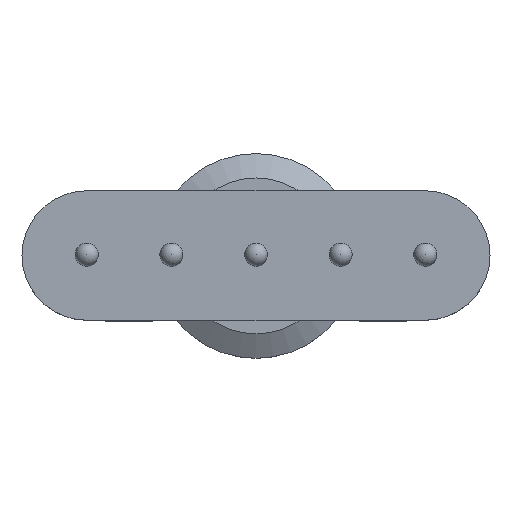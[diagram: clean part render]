
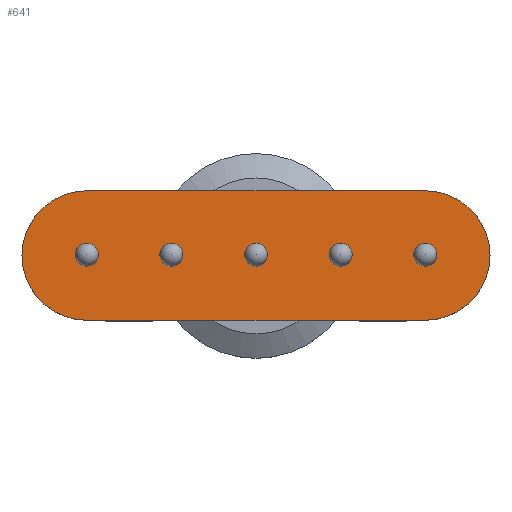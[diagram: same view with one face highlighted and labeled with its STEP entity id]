
A CAD part, top view. The second image highlights one B-rep face of the part: STEP entity #641.
In plain terms, the highlighted planar face has unit normal (0, 0, 1).
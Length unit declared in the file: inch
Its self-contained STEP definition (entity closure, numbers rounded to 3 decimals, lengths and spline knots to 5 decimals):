
#513=FACE_BOUND('',#1045,.T.);
#514=FACE_BOUND('',#1046,.T.);
#515=FACE_BOUND('',#1047,.T.);
#516=FACE_BOUND('',#1048,.T.);
#517=FACE_BOUND('',#1049,.T.);
#518=FACE_BOUND('',#1050,.T.);
#641=ADVANCED_FACE('',(#513,#514,#515,#516,#517,#518),#761,.F.);
#761=PLANE('',#3197);
#1045=EDGE_LOOP('',(#1685));
#1046=EDGE_LOOP('',(#1686));
#1047=EDGE_LOOP('',(#1687));
#1048=EDGE_LOOP('',(#1688));
#1049=EDGE_LOOP('',(#1689));
#1050=EDGE_LOOP('',(#1690,#1691,#1692,#1693));
#1170=CIRCLE('',#3184,0.2528);
#1171=CIRCLE('',#3187,0.2528);
#1172=CIRCLE('',#3192,0.03935);
#1173=CIRCLE('',#3193,0.03935);
#1174=CIRCLE('',#3194,0.03935);
#1175=CIRCLE('',#3195,0.03935);
#1176=CIRCLE('',#3196,0.03935);
#1685=ORIENTED_EDGE('',*,*,#2390,.T.);
#1686=ORIENTED_EDGE('',*,*,#2391,.T.);
#1687=ORIENTED_EDGE('',*,*,#2392,.T.);
#1688=ORIENTED_EDGE('',*,*,#2393,.T.);
#1689=ORIENTED_EDGE('',*,*,#2394,.T.);
#1690=ORIENTED_EDGE('',*,*,#2380,.F.);
#1691=ORIENTED_EDGE('',*,*,#2376,.F.);
#1692=ORIENTED_EDGE('',*,*,#2386,.F.);
#1693=ORIENTED_EDGE('',*,*,#2382,.F.);
#2065=VERTEX_POINT('',#4518);
#2066=VERTEX_POINT('',#4520);
#2067=VERTEX_POINT('',#4526);
#2068=VERTEX_POINT('',#4530);
#2069=VERTEX_POINT('',#4544);
#2070=VERTEX_POINT('',#4546);
#2071=VERTEX_POINT('',#4548);
#2072=VERTEX_POINT('',#4550);
#2073=VERTEX_POINT('',#4552);
#2376=EDGE_CURVE('',#2065,#2066,#2666,.T.);
#2380=EDGE_CURVE('',#2066,#2067,#1170,.T.);
#2382=EDGE_CURVE('',#2067,#2068,#2671,.T.);
#2386=EDGE_CURVE('',#2068,#2065,#1171,.T.);
#2390=EDGE_CURVE('',#2069,#2069,#1172,.T.);
#2391=EDGE_CURVE('',#2070,#2070,#1173,.T.);
#2392=EDGE_CURVE('',#2071,#2071,#1174,.T.);
#2393=EDGE_CURVE('',#2072,#2072,#1175,.T.);
#2394=EDGE_CURVE('',#2073,#2073,#1176,.T.);
#2666=LINE('',#4519,#2942);
#2671=LINE('',#4529,#2947);
#2942=VECTOR('',#3758,1.);
#2947=VECTOR('',#3769,1.);
#3184=AXIS2_PLACEMENT_3D('',#4525,#3764,#3765);
#3187=AXIS2_PLACEMENT_3D('',#4535,#3775,#3776);
#3192=AXIS2_PLACEMENT_3D('',#4543,#3788,#3789);
#3193=AXIS2_PLACEMENT_3D('',#4545,#3790,#3791);
#3194=AXIS2_PLACEMENT_3D('',#4547,#3792,#3793);
#3195=AXIS2_PLACEMENT_3D('',#4549,#3794,#3795);
#3196=AXIS2_PLACEMENT_3D('',#4551,#3796,#3797);
#3197=AXIS2_PLACEMENT_3D('',#4553,#3798,#3799);
#3758=DIRECTION('',(1.,0.,0.));
#3764=DIRECTION('',(0.,0.,-1.));
#3765=DIRECTION('',(-1.,0.,0.));
#3769=DIRECTION('',(-1.,0.,0.));
#3775=DIRECTION('',(0.,0.,-1.));
#3776=DIRECTION('',(-1.,0.,0.));
#3788=DIRECTION('',(0.,0.,-1.));
#3789=DIRECTION('',(-1.,0.,0.));
#3790=DIRECTION('',(0.,0.,-1.));
#3791=DIRECTION('',(-1.,0.,0.));
#3792=DIRECTION('',(0.,0.,-1.));
#3793=DIRECTION('',(-1.,0.,0.));
#3794=DIRECTION('',(0.,0.,-1.));
#3795=DIRECTION('',(-1.,0.,0.));
#3796=DIRECTION('',(0.,0.,-1.));
#3797=DIRECTION('',(-1.,0.,0.));
#3798=DIRECTION('',(0.,0.,-1.));
#3799=DIRECTION('',(1.,0.,0.));
#4518=CARTESIAN_POINT('',(-0.6614,0.2528,0.0983));
#4519=CARTESIAN_POINT('',(-0.6614,0.2528,0.0983));
#4520=CARTESIAN_POINT('',(0.6614,0.2528,0.0983));
#4525=CARTESIAN_POINT('',(0.6614,0.,0.0983));
#4526=CARTESIAN_POINT('',(0.6614,-0.2528,0.0983));
#4529=CARTESIAN_POINT('',(0.6614,-0.2528,0.0983));
#4530=CARTESIAN_POINT('',(-0.6614,-0.2528,0.0983));
#4535=CARTESIAN_POINT('',(-0.6614,0.,0.0983));
#4543=CARTESIAN_POINT('',(0.6614,0.,0.0983));
#4544=CARTESIAN_POINT('',(0.62205,0.,0.0983));
#4545=CARTESIAN_POINT('',(0.3307,0.,0.0983));
#4546=CARTESIAN_POINT('',(0.29135,0.,0.0983));
#4547=CARTESIAN_POINT('',(0.,0.,0.0983));
#4548=CARTESIAN_POINT('',(-0.03935,0.,0.0983));
#4549=CARTESIAN_POINT('',(-0.3307,0.,0.0983));
#4550=CARTESIAN_POINT('',(-0.37005,0.,0.0983));
#4551=CARTESIAN_POINT('',(-0.6614,0.,0.0983));
#4552=CARTESIAN_POINT('',(-0.70075,0.,0.0983));
#4553=CARTESIAN_POINT('',(-0.8307,0.,0.0983));
